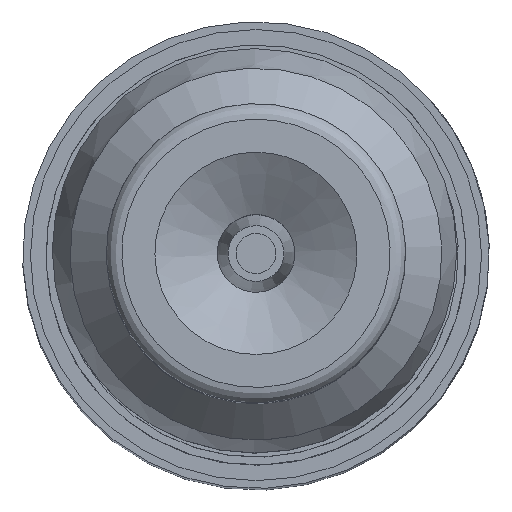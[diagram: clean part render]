
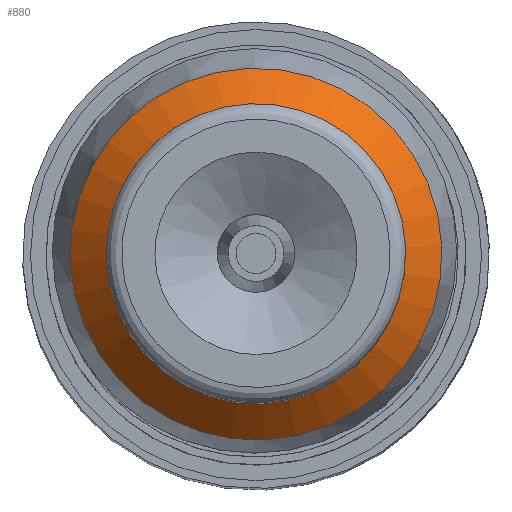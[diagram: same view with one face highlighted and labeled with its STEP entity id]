
A CAD part, top view. The second image highlights one B-rep face of the part: STEP entity #880.
In plain terms, the highlighted conical face has half-angle 45 degrees and reference radius 1.925 mm.
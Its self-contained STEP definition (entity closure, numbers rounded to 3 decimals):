
#676=CONICAL_SURFACE('',#3612,1.925,45.);
#880=ADVANCED_FACE('',(#1097,#1098),#676,.T.);
#1097=FACE_BOUND('',#1174,.T.);
#1098=FACE_BOUND('',#1175,.T.);
#1174=EDGE_LOOP('',(#1415));
#1175=EDGE_LOOP('',(#1416));
#1415=ORIENTED_EDGE('',*,*,#2195,.T.);
#1416=ORIENTED_EDGE('',*,*,#2196,.T.);
#1989=VERTEX_POINT('',#5179);
#1990=VERTEX_POINT('',#5182);
#2195=EDGE_CURVE('',#1989,#1989,#2479,.T.);
#2196=EDGE_CURVE('',#1990,#1990,#2480,.T.);
#2479=CIRCLE('',#3609,1.925);
#2480=CIRCLE('',#3611,2.39);
#3609=AXIS2_PLACEMENT_3D('',#5178,#4051,#4052);
#3611=AXIS2_PLACEMENT_3D('',#5181,#4055,#4056);
#3612=AXIS2_PLACEMENT_3D('',#5183,#4057,#4058);
#4051=DIRECTION('',(0.,0.,-1.));
#4052=DIRECTION('',(0.924,0.383,0.));
#4055=DIRECTION('',(0.,0.,1.));
#4056=DIRECTION('',(0.924,0.383,0.));
#4057=DIRECTION('',(0.,0.,-1.));
#4058=DIRECTION('',(0.924,0.383,0.));
#5178=CARTESIAN_POINT('',(0.,0.,3.231));
#5179=CARTESIAN_POINT('',(1.778,0.737,3.231));
#5181=CARTESIAN_POINT('',(0.,0.,2.766));
#5182=CARTESIAN_POINT('',(2.208,0.915,2.766));
#5183=CARTESIAN_POINT('',(0.,0.,3.231));
